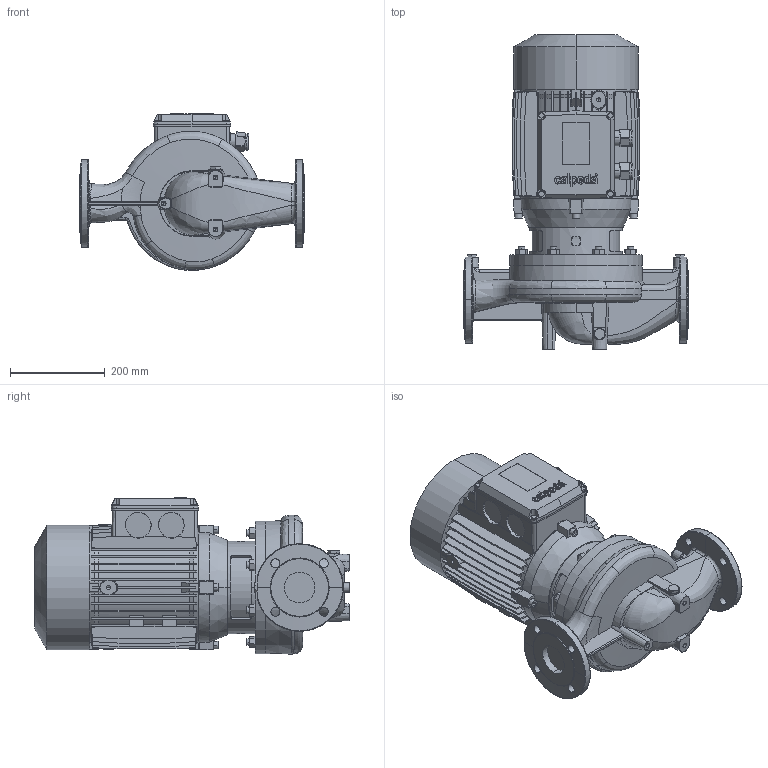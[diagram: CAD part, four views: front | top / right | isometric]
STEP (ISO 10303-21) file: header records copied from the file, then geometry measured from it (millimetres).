
FILE_DESCRIPTION (( 'STEP AP214' ), '1' );
FILE_NAME ('4.93.504.14swa01.step', '2022-07-11T13:08:39', ( '' ), ( '' ), 'SwSTEP 2.0', 'SolidWorks 2020', '' );
FILE_SCHEMA (( 'AUTOMOTIVE_DESIGN' ));
Length unit declared in the file: millimetre
Products named in the file (5): 10007670swn00_M32x1.5; Copia di 4_93_504_14^4.93.504.14swa01; 10010378swp00_3.66.513_semplificato; 4.93.504.14swa01; 10007572swp01_132S-R3 V1
Assembly tree (5 placements, depth 2):
  4.93.504.14swa01
    Copia di 4_93_504_14^4.93.504.14swa01
    10010378swp00_3.66.513_semplificato
    10007572swp01_132S-R3 V1
    10007670swn00_M32x1.5  x2
Bounding box: 475 x 665.42 x 331.71 mm (x, y, z)
Volume: 32997290.5 mm3; surface area: 1444161.4 mm2
Topology: 5 solids, 5 shells, 1633 faces, 4395 edges, 2884 vertices
Faces by surface type: plane 958, cylinder 259, cone 243, bspline 169, torus 4
Entity records: 154990 total; most frequent: CARTESIAN_POINT 117795, ORIENTED_EDGE 8428, DIRECTION 6339, EDGE_CURVE 4214, VERTEX_POINT 2786, VECTOR 2465, LINE 2465, AXIS2_PLACEMENT_3D 1937
